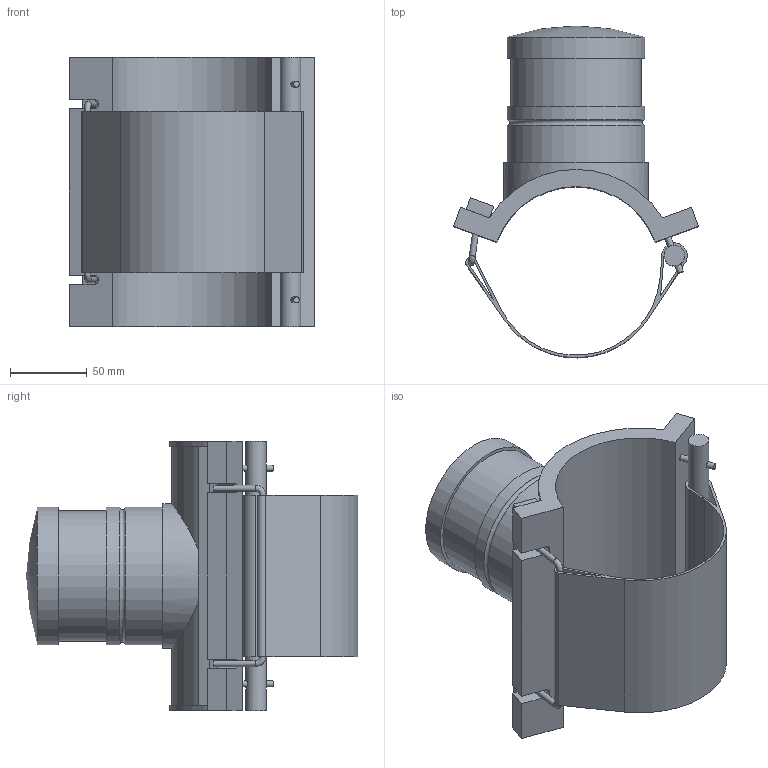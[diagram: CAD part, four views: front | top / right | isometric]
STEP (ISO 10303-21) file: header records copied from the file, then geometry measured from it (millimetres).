
FILE_DESCRIPTION(/* description */ ('PLASSON BALLOON SADDLE 110-2.1/2"'),/* implementation_level */ '2;1');
FILE_NAME(/* name */ '496804110025.ipt.stp',/* time_stamp */ '2017-11-06T09:20:20+02:00',/* author */ ('KIM'),/* organization */ (''),/* preprocessor_version */ 'ST-DEVELOPER v15.6',/* originating_system */ 'Autodesk Inventor 2015',/* authorisation */ '');
FILE_SCHEMA (('AUTOMOTIVE_DESIGN { 1 0 10303 214 3 1 1 }'));
Length unit declared in the file: millimetre
Products named in the file (1): 496804110025
Bounding box: 160 x 216.65 x 176 mm (x, y, z)
Volume: 1048786.5 mm3; surface area: 187402.9 mm2
Topology: 2 solids, 2 shells, 72 faces, 174 edges, 111 vertices
Faces by surface type: plane 43, cylinder 25, torus 3, sphere 1
Full cylindrical faces by diameter (mm): 3.96 x6, 13.454 x1, 85.5 x1, 90 x3, 94.5 x1
Entity records: 2172 total; most frequent: CARTESIAN_POINT 525, DIRECTION 339, ORIENTED_EDGE 302, EDGE_CURVE 151, AXIS2_PLACEMENT_3D 120, VERTEX_POINT 104, EDGE_LOOP 103, LINE 99
